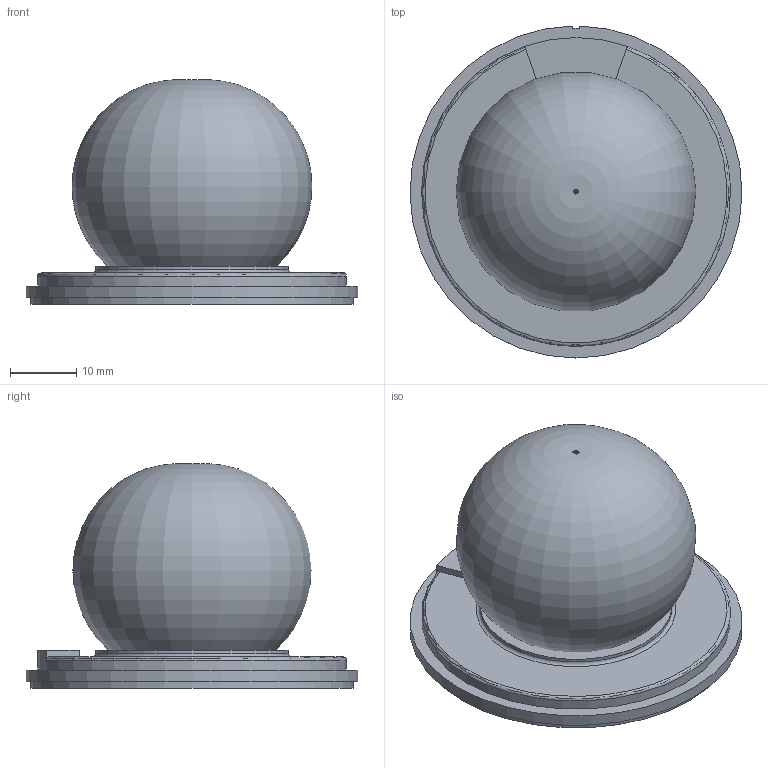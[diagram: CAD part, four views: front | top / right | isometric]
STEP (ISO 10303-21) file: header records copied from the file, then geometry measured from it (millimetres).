
FILE_DESCRIPTION(/* description */ ('Alibre Inc.'),/* implementation_level */ '2;1');
FILE_NAME(/* name */ 'export0',/* time_stamp */ '2018-08-04T09:26:05-05:00',/* author */ (''),/* organization */ (''),/* preprocessor_version */ 'ST-DEVELOPER v17',/* originating_system */ 'Alibre',/* authorisation */ '');
FILE_SCHEMA (('CONFIG_CONTROL_DESIGN'));
Length unit declared in the file: centimetre
Products named in the file (1): ID_1
Bounding box: 50 x 49.99 x 33.83 mm (x, y, z)
Volume: 2438.9 mm3; surface area: 18810.1 mm2
Topology: 2 solids, 2 shells, 140 faces, 390 edges, 259 vertices
Faces by surface type: plane 122, cylinder 11, torus 6, cone 1
Full cylindrical faces by diameter (mm): 16.7 x1, 17.2 x1, 28.5 x1, 29 x1, 46 x2, 46.5 x1, 48.5 x1
Entity records: 4655 total; most frequent: CARTESIAN_POINT 1574, ORIENTED_EDGE 736, EDGE_CURVE 367, DIRECTION 336, VERTEX_POINT 252, FACE_BOUND 231, EDGE_LOOP 230, AXIS2_PLACEMENT_3D 168
